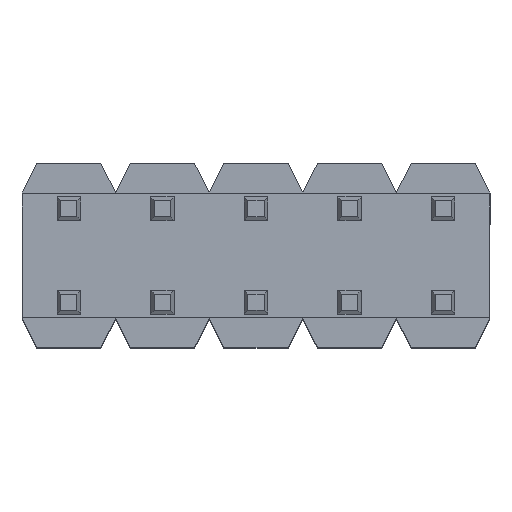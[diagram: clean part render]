
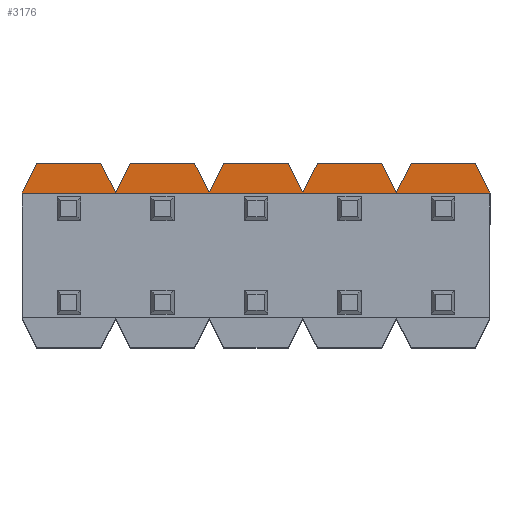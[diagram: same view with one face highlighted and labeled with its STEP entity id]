
A CAD part, top view. The second image highlights one B-rep face of the part: STEP entity #3176.
In plain terms, the highlighted planar face has unit normal (0, 0, 1).
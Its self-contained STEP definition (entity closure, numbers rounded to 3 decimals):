
#16 = VERTEX_POINT ( 'NONE', #5050 ) ;
#85 = LINE ( 'NONE', #8102, #1935 ) ;
#109 = LINE ( 'NONE', #2099, #8558 ) ;
#124 = ORIENTED_EDGE ( 'NONE', *, *, #6303, .T. ) ;
#157 = ORIENTED_EDGE ( 'NONE', *, *, #3012, .T. ) ;
#209 = EDGE_CURVE ( 'NONE', #3634, #16, #2304, .T. ) ;
#269 = LINE ( 'NONE', #1607, #1244 ) ;
#280 = DIRECTION ( 'NONE',  ( -0.447, 0.894, 0. ) ) ;
#392 = VERTEX_POINT ( 'NONE', #405 ) ;
#405 = CARTESIAN_POINT ( 'NONE',  ( 7.22, 2.5, 11. ) ) ;
#581 = ORIENTED_EDGE ( 'NONE', *, *, #3829, .T. ) ;
#659 = CARTESIAN_POINT ( 'NONE',  ( 10.56, 2.5, 11. ) ) ;
#896 = LINE ( 'NONE', #7397, #8377 ) ;
#960 = LINE ( 'NONE', #6167, #6065 ) ;
#984 = VERTEX_POINT ( 'NONE', #2922 ) ;
#1090 = LINE ( 'NONE', #2552, #3152 ) ;
#1114 = ORIENTED_EDGE ( 'NONE', *, *, #4501, .T. ) ;
#1209 = EDGE_CURVE ( 'NONE', #2929, #4062, #4358, .T. ) ;
#1244 = VECTOR ( 'NONE', #4127, 1000. ) ;
#1344 = ORIENTED_EDGE ( 'NONE', *, *, #3361, .T. ) ;
#1380 = DIRECTION ( 'NONE',  ( 0., -1., 0. ) ) ;
#1410 = DIRECTION ( 'NONE',  ( -0.447, -0.894, 0. ) ) ;
#1586 = LINE ( 'NONE', #7563, #7898 ) ;
#1607 = CARTESIAN_POINT ( 'NONE',  ( 7.448, -3.724, 11. ) ) ;
#1642 = ORIENTED_EDGE ( 'NONE', *, *, #7754, .T. ) ;
#1823 = CARTESIAN_POINT ( 'NONE',  ( -0.68, 0.34, 11. ) ) ;
#1842 = VECTOR ( 'NONE', #2736, 1000. ) ;
#1935 = VECTOR ( 'NONE', #7405, 1000. ) ;
#2099 = CARTESIAN_POINT ( 'NONE',  ( 3.384, -1.692, 11. ) ) ;
#2161 = ORIENTED_EDGE ( 'NONE', *, *, #5821, .T. ) ;
#2304 = LINE ( 'NONE', #5430, #2498 ) ;
#2350 = VECTOR ( 'NONE', #280, 1000. ) ;
#2386 = EDGE_CURVE ( 'NONE', #3881, #6860, #8086, .T. ) ;
#2389 = CARTESIAN_POINT ( 'NONE',  ( 6.776, 3.388, 11. ) ) ;
#2413 = VECTOR ( 'NONE', #5033, 1000. ) ;
#2437 = DIRECTION ( 'NONE',  ( -1., 0., 0. ) ) ;
#2490 = DIRECTION ( 'NONE',  ( 0., 0., -1. ) ) ;
#2498 = VECTOR ( 'NONE', #7507, 1000. ) ;
#2503 = ORIENTED_EDGE ( 'NONE', *, *, #4190, .T. ) ;
#2536 = ORIENTED_EDGE ( 'NONE', *, *, #3325, .T. ) ;
#2552 = CARTESIAN_POINT ( 'NONE',  ( -12.7, 2.5, 11. ) ) ;
#2630 = CARTESIAN_POINT ( 'NONE',  ( 0.4, 2.5, 11. ) ) ;
#2736 = DIRECTION ( 'NONE',  ( -1., 0., 0. ) ) ;
#2905 = VECTOR ( 'NONE', #8283, 1000. ) ;
#2906 = ORIENTED_EDGE ( 'NONE', *, *, #4101, .T. ) ;
#2922 = CARTESIAN_POINT ( 'NONE',  ( 0., 1.7, 11. ) ) ;
#2929 = VERTEX_POINT ( 'NONE', #7147 ) ;
#2945 = CARTESIAN_POINT ( 'NONE',  ( 12.3, 2.5, 11. ) ) ;
#2979 = VERTEX_POINT ( 'NONE', #3159 ) ;
#3012 = EDGE_CURVE ( 'NONE', #984, #3634, #1586, .T. ) ;
#3152 = VECTOR ( 'NONE', #5239, 1000. ) ;
#3159 = CARTESIAN_POINT ( 'NONE',  ( 7.62, 1.7, 11. ) ) ;
#3176 = ADVANCED_FACE ( 'NONE', ( #5053 ), #3224, .F. ) ;
#3182 = DIRECTION ( 'NONE',  ( -1., 0., 0. ) ) ;
#3192 = CARTESIAN_POINT ( 'NONE',  ( -12.7, 2.5, 11. ) ) ;
#3224 = PLANE ( 'NONE',  #8311 ) ;
#3268 = LINE ( 'NONE', #4739, #6500 ) ;
#3325 = EDGE_CURVE ( 'NONE', #7817, #2979, #3268, .T. ) ;
#3361 = EDGE_CURVE ( 'NONE', #6097, #6394, #6216, .T. ) ;
#3495 = EDGE_CURVE ( 'NONE', #392, #5731, #6342, .T. ) ;
#3522 = ORIENTED_EDGE ( 'NONE', *, *, #8484, .T. ) ;
#3634 = VERTEX_POINT ( 'NONE', #4600 ) ;
#3687 = CARTESIAN_POINT ( 'NONE',  ( 2.94, 2.5, 11. ) ) ;
#3778 = LINE ( 'NONE', #1823, #2905 ) ;
#3829 = EDGE_CURVE ( 'NONE', #7184, #7938, #269, .T. ) ;
#3880 = EDGE_CURVE ( 'NONE', #4062, #984, #3778, .T. ) ;
#3881 = VERTEX_POINT ( 'NONE', #3687 ) ;
#3966 = CARTESIAN_POINT ( 'NONE',  ( 5.08, 1.7, 11. ) ) ;
#4062 = VERTEX_POINT ( 'NONE', #2630 ) ;
#4101 = EDGE_CURVE ( 'NONE', #7460, #7817, #7839, .T. ) ;
#4127 = DIRECTION ( 'NONE',  ( -0.447, -0.894, 0. ) ) ;
#4190 = EDGE_CURVE ( 'NONE', #5576, #6223, #85, .T. ) ;
#4208 = ORIENTED_EDGE ( 'NONE', *, *, #2386, .T. ) ;
#4267 = CARTESIAN_POINT ( 'NONE',  ( 1.352, -0.676, 11. ) ) ;
#4300 = DIRECTION ( 'NONE',  ( 0., 1., 0. ) ) ;
#4358 = LINE ( 'NONE', #7004, #1842 ) ;
#4501 = EDGE_CURVE ( 'NONE', #6394, #3881, #7179, .T. ) ;
#4589 = DIRECTION ( 'NONE',  ( -1., 0., 0. ) ) ;
#4600 = CARTESIAN_POINT ( 'NONE',  ( 0., 1.675, 11. ) ) ;
#4635 = CARTESIAN_POINT ( 'NONE',  ( 8.808, 4.404, 11. ) ) ;
#4677 = DIRECTION ( 'NONE',  ( -0.447, 0.894, 0. ) ) ;
#4739 = CARTESIAN_POINT ( 'NONE',  ( 5.416, -2.708, 11. ) ) ;
#4893 = CARTESIAN_POINT ( 'NONE',  ( 10.16, 1.7, 11. ) ) ;
#4911 = CARTESIAN_POINT ( 'NONE',  ( 4.744, 2.372, 11. ) ) ;
#5016 = CARTESIAN_POINT ( 'NONE',  ( 2.54, 1.7, 11. ) ) ;
#5033 = DIRECTION ( 'NONE',  ( -0.447, 0.894, 0. ) ) ;
#5035 = CARTESIAN_POINT ( 'NONE',  ( 9.76, 2.5, 11. ) ) ;
#5041 = VECTOR ( 'NONE', #5839, 1000. ) ;
#5050 = CARTESIAN_POINT ( 'NONE',  ( 12.7, 1.675, 11. ) ) ;
#5053 = FACE_OUTER_BOUND ( 'NONE', #5224, .T. ) ;
#5195 = EDGE_CURVE ( 'NONE', #2979, #392, #8327, .T. ) ;
#5224 = EDGE_LOOP ( 'NONE', ( #7795, #157, #7831, #124, #2503, #5319, #581, #1642, #2906, #2536, #5650, #7687, #3522, #1344, #1114, #4208, #2161, #5407 ) ) ;
#5239 = DIRECTION ( 'NONE',  ( -1., 0., 0. ) ) ;
#5319 = ORIENTED_EDGE ( 'NONE', *, *, #6460, .T. ) ;
#5404 = CARTESIAN_POINT ( 'NONE',  ( 5.48, 2.5, 11. ) ) ;
#5407 = ORIENTED_EDGE ( 'NONE', *, *, #1209, .T. ) ;
#5430 = CARTESIAN_POINT ( 'NONE',  ( -32.3, 1.675, 11. ) ) ;
#5531 = DIRECTION ( 'NONE',  ( -0.447, 0.894, 0. ) ) ;
#5576 = VERTEX_POINT ( 'NONE', #5757 ) ;
#5650 = ORIENTED_EDGE ( 'NONE', *, *, #5195, .T. ) ;
#5731 = VERTEX_POINT ( 'NONE', #5404 ) ;
#5757 = CARTESIAN_POINT ( 'NONE',  ( 12.7, 1.7, 11. ) ) ;
#5821 = EDGE_CURVE ( 'NONE', #6860, #2929, #896, .T. ) ;
#5839 = DIRECTION ( 'NONE',  ( -1., 0., 0. ) ) ;
#6065 = VECTOR ( 'NONE', #4300, 1000. ) ;
#6068 = LINE ( 'NONE', #4635, #6217 ) ;
#6097 = VERTEX_POINT ( 'NONE', #3966 ) ;
#6167 = CARTESIAN_POINT ( 'NONE',  ( 12.7, -2.5, 11. ) ) ;
#6216 = LINE ( 'NONE', #4911, #2350 ) ;
#6217 = VECTOR ( 'NONE', #4677, 1000. ) ;
#6223 = VERTEX_POINT ( 'NONE', #2945 ) ;
#6303 = EDGE_CURVE ( 'NONE', #16, #5576, #960, .T. ) ;
#6342 = LINE ( 'NONE', #7161, #8302 ) ;
#6394 = VERTEX_POINT ( 'NONE', #7802 ) ;
#6460 = EDGE_CURVE ( 'NONE', #6223, #7184, #1090, .T. ) ;
#6500 = VECTOR ( 'NONE', #7384, 1000. ) ;
#6744 = DIRECTION ( 'NONE',  ( -0.447, -0.894, 0. ) ) ;
#6760 = CARTESIAN_POINT ( 'NONE',  ( 8.02, 2.5, 11. ) ) ;
#6860 = VERTEX_POINT ( 'NONE', #5016 ) ;
#7004 = CARTESIAN_POINT ( 'NONE',  ( -12.7, 2.5, 11. ) ) ;
#7096 = VECTOR ( 'NONE', #6744, 1000. ) ;
#7147 = CARTESIAN_POINT ( 'NONE',  ( 2.14, 2.5, 11. ) ) ;
#7161 = CARTESIAN_POINT ( 'NONE',  ( -12.7, 2.5, 11. ) ) ;
#7179 = LINE ( 'NONE', #3192, #5041 ) ;
#7184 = VERTEX_POINT ( 'NONE', #659 ) ;
#7317 = CARTESIAN_POINT ( 'NONE',  ( -12.7, 2.5, 11. ) ) ;
#7384 = DIRECTION ( 'NONE',  ( -0.447, -0.894, 0. ) ) ;
#7397 = CARTESIAN_POINT ( 'NONE',  ( 2.712, 1.356, 11. ) ) ;
#7405 = DIRECTION ( 'NONE',  ( -0.447, 0.894, 0. ) ) ;
#7460 = VERTEX_POINT ( 'NONE', #5035 ) ;
#7507 = DIRECTION ( 'NONE',  ( 1., 0., 0. ) ) ;
#7563 = CARTESIAN_POINT ( 'NONE',  ( 0., 0., 11. ) ) ;
#7687 = ORIENTED_EDGE ( 'NONE', *, *, #3495, .T. ) ;
#7754 = EDGE_CURVE ( 'NONE', #7938, #7460, #6068, .T. ) ;
#7756 = VECTOR ( 'NONE', #4589, 1000. ) ;
#7795 = ORIENTED_EDGE ( 'NONE', *, *, #3880, .T. ) ;
#7802 = CARTESIAN_POINT ( 'NONE',  ( 4.68, 2.5, 11. ) ) ;
#7817 = VERTEX_POINT ( 'NONE', #6760 ) ;
#7831 = ORIENTED_EDGE ( 'NONE', *, *, #209, .T. ) ;
#7839 = LINE ( 'NONE', #7317, #7756 ) ;
#7898 = VECTOR ( 'NONE', #1380, 1000. ) ;
#7938 = VERTEX_POINT ( 'NONE', #4893 ) ;
#8086 = LINE ( 'NONE', #4267, #7096 ) ;
#8102 = CARTESIAN_POINT ( 'NONE',  ( 10.84, 5.42, 11. ) ) ;
#8283 = DIRECTION ( 'NONE',  ( -0.447, -0.894, 0. ) ) ;
#8302 = VECTOR ( 'NONE', #2437, 1000. ) ;
#8311 = AXIS2_PLACEMENT_3D ( 'NONE', #8431, #2490, #3182 ) ;
#8327 = LINE ( 'NONE', #2389, #2413 ) ;
#8377 = VECTOR ( 'NONE', #5531, 1000. ) ;
#8431 = CARTESIAN_POINT ( 'NONE',  ( 0., 0., 11. ) ) ;
#8484 = EDGE_CURVE ( 'NONE', #5731, #6097, #109, .T. ) ;
#8558 = VECTOR ( 'NONE', #1410, 1000. ) ;
